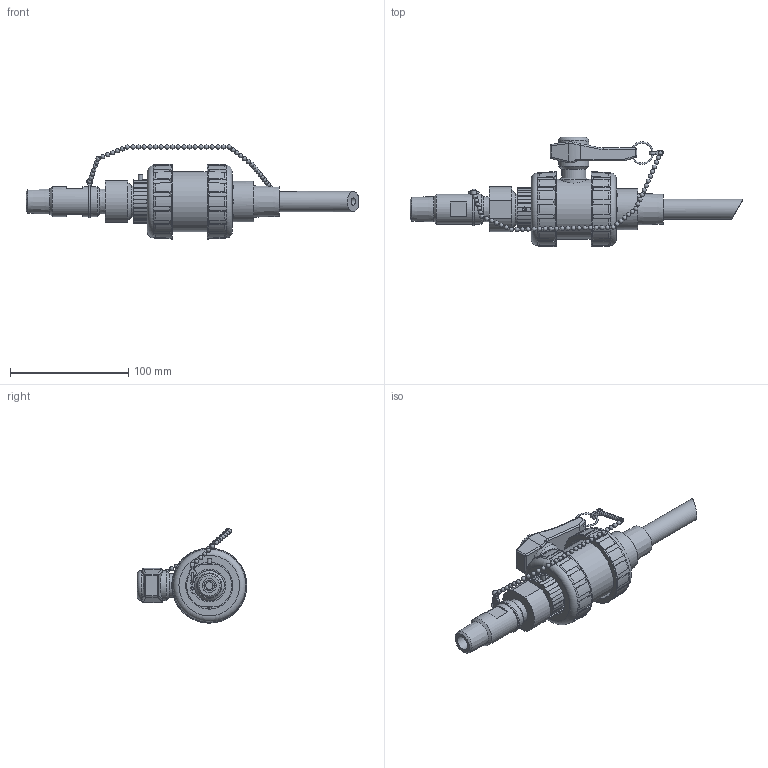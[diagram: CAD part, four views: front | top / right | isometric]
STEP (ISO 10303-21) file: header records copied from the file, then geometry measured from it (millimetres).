
FILE_DESCRIPTION((''),'2;1');
FILE_NAME('CCS-56-CPVC-25_R0.stp','2017-08-01T10:54:35',('salesdesk5'),(''),'Autodesk Inventor 2009','Autodesk Inventor 2009','');
FILE_SCHEMA(('AUTOMOTIVE_DESIGN { 1 0 10303 214 1 1 1 1 }'));
Length unit declared in the file: inch
Products named in the file (1): CCS-56-CPVC-25_R0
Bounding box: 281.15 x 92.72 x 79.73 mm (x, y, z)
Volume: 301770.1 mm3; surface area: 67689.8 mm2
Topology: 1 solids, 2 shells, 605 faces, 1537 edges, 952 vertices
Faces by surface type: plane 225, cylinder 146, bspline 77, cone 60, sphere 57, torus 40
Full cylindrical faces by diameter (mm): 2 x1, 3.81 x1, 6.35 x2, 11.906 x1, 14.173 x1, 14.224 x1, 17.145 x1, 20.32 x1, 25.4 x4, 34.544 x1, 39.878 x2, 45.745 x2, 50.8 x1, 54.864 x2, 63.5 x2
Entity records: 20015 total; most frequent: CARTESIAN_POINT 5793, DIRECTION 2961, ORIENTED_EDGE 2674, EDGE_CURVE 1337, AXIS2_PLACEMENT_3D 1171, VERTEX_POINT 908, EDGE_LOOP 791, VECTOR 619
